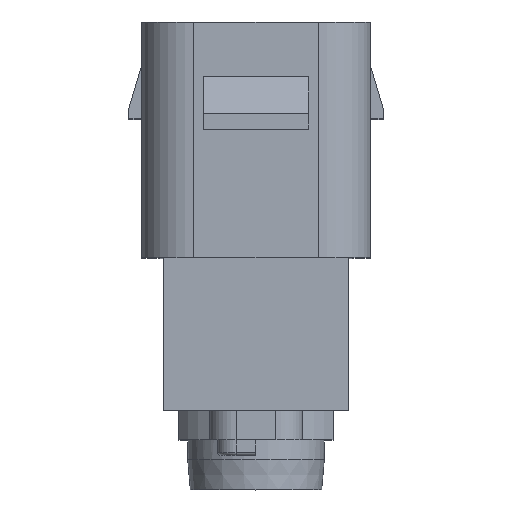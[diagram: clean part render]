
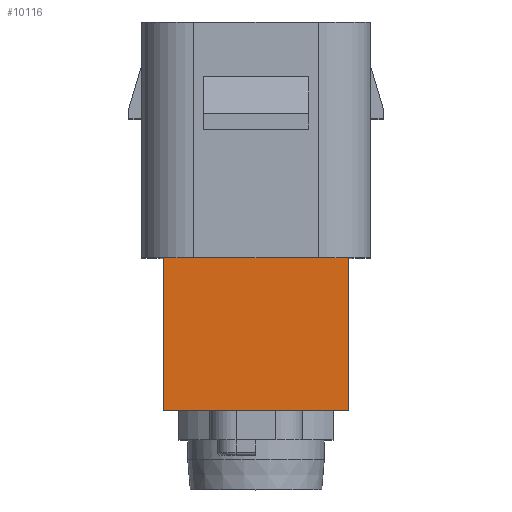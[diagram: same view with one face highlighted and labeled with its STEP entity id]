
A CAD part, top view. The second image highlights one B-rep face of the part: STEP entity #10116.
In plain terms, the highlighted planar face has unit normal (0, 0, 1).
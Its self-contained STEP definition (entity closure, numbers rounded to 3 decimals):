
#135 = CARTESIAN_POINT ( 'NONE',  ( 8.75, -15.5, 17.75 ) ) ;
#569 = PLANE ( 'NONE',  #20742 ) ;
#642 = ORIENTED_EDGE ( 'NONE', *, *, #3955, .F. ) ;
#748 = VERTEX_POINT ( 'NONE', #42338 ) ;
#992 = EDGE_CURVE ( 'NONE', #26653, #748, #11496, .T. ) ;
#1391 = VERTEX_POINT ( 'NONE', #31899 ) ;
#1404 = DIRECTION ( 'NONE',  ( 0., 1., 0. ) ) ;
#2885 = CARTESIAN_POINT ( 'NONE',  ( 8.75, -15.5, 17.75 ) ) ;
#3955 = EDGE_CURVE ( 'NONE', #23016, #26653, #38812, .T. ) ;
#6942 = VECTOR ( 'NONE', #24880, 1000. ) ;
#10116 = ADVANCED_FACE ( 'NONE', ( #30900 ), #569, .F. ) ;
#10191 = ORIENTED_EDGE ( 'NONE', *, *, #35992, .F. ) ;
#11496 = LINE ( 'NONE', #25192, #16596 ) ;
#13394 = DIRECTION ( 'NONE',  ( 0., 0., -1. ) ) ;
#16596 = VECTOR ( 'NONE', #1404, 1000. ) ;
#17650 = DIRECTION ( 'NONE',  ( -1., 0., 0. ) ) ;
#18174 = EDGE_LOOP ( 'NONE', ( #10191, #34456, #642, #27680 ) ) ;
#18390 = CARTESIAN_POINT ( 'NONE',  ( -8.75, -15.5, 17.75 ) ) ;
#20742 = AXIS2_PLACEMENT_3D ( 'NONE', #135, #13394, #17650 ) ;
#22536 = CARTESIAN_POINT ( 'NONE',  ( 8.75, -15.5, 17.75 ) ) ;
#22701 = EDGE_CURVE ( 'NONE', #23016, #1391, #39931, .T. ) ;
#23016 = VERTEX_POINT ( 'NONE', #22536 ) ;
#24880 = DIRECTION ( 'NONE',  ( -1., 0., 0. ) ) ;
#25192 = CARTESIAN_POINT ( 'NONE',  ( -8.75, -15.5, 17.75 ) ) ;
#26653 = VERTEX_POINT ( 'NONE', #18390 ) ;
#27680 = ORIENTED_EDGE ( 'NONE', *, *, #22701, .T. ) ;
#30900 = FACE_OUTER_BOUND ( 'NONE', #18174, .T. ) ;
#31899 = CARTESIAN_POINT ( 'NONE',  ( 8.75, -1., 17.75 ) ) ;
#32081 = CARTESIAN_POINT ( 'NONE',  ( 8.75, -15.5, 17.75 ) ) ;
#34456 = ORIENTED_EDGE ( 'NONE', *, *, #992, .F. ) ;
#35420 = LINE ( 'NONE', #38127, #38791 ) ;
#35992 = EDGE_CURVE ( 'NONE', #748, #1391, #35420, .T. ) ;
#37642 = VECTOR ( 'NONE', #39723, 1000. ) ;
#38127 = CARTESIAN_POINT ( 'NONE',  ( -8.75, -1., 17.75 ) ) ;
#38791 = VECTOR ( 'NONE', #39006, 1000. ) ;
#38812 = LINE ( 'NONE', #32081, #6942 ) ;
#39006 = DIRECTION ( 'NONE',  ( 1., 0., 0. ) ) ;
#39723 = DIRECTION ( 'NONE',  ( 0., 1., 0. ) ) ;
#39931 = LINE ( 'NONE', #2885, #37642 ) ;
#42338 = CARTESIAN_POINT ( 'NONE',  ( -8.75, -1., 17.75 ) ) ;
